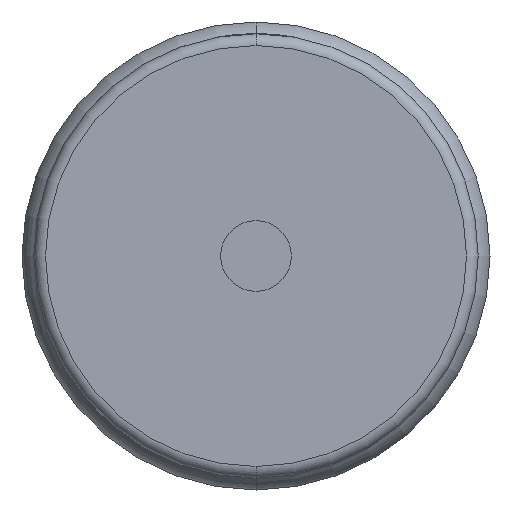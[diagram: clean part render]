
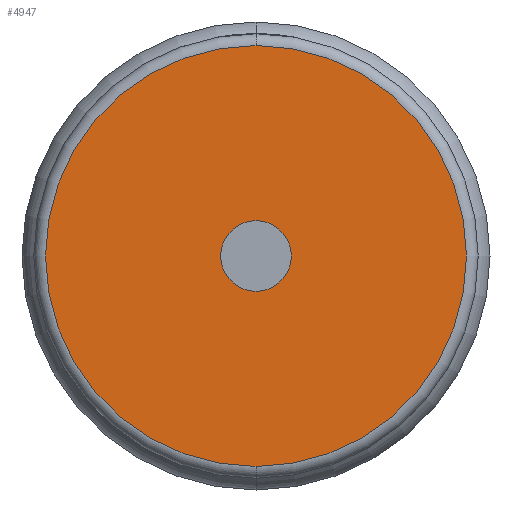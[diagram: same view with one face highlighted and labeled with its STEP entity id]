
A CAD part, front view. The second image highlights one B-rep face of the part: STEP entity #4947.
In plain terms, the highlighted planar face has unit normal (0, -1, 0).
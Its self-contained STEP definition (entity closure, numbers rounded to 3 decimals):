
#155 = EDGE_CURVE ( 'NONE', #1335, #1261, #917, .T. ) ;
#249 = CARTESIAN_POINT ( 'NONE',  ( 0., 0., 0. ) ) ;
#773 = ORIENTED_EDGE ( 'NONE', *, *, #155, .T. ) ;
#917 = CIRCLE ( 'NONE', #5779, 35.75 ) ;
#1033 = FACE_BOUND ( 'NONE', #1094, .T. ) ;
#1063 = DIRECTION ( 'NONE',  ( 0., -1., 0. ) ) ;
#1094 = EDGE_LOOP ( 'NONE', ( #2418, #1207 ) ) ;
#1207 = ORIENTED_EDGE ( 'NONE', *, *, #3763, .F. ) ;
#1239 = CARTESIAN_POINT ( 'NONE',  ( 0., 0., 6. ) ) ;
#1261 = VERTEX_POINT ( 'NONE', #1618 ) ;
#1335 = VERTEX_POINT ( 'NONE', #2207 ) ;
#1449 = CARTESIAN_POINT ( 'NONE',  ( 0., 0., -6. ) ) ;
#1580 = VERTEX_POINT ( 'NONE', #1449 ) ;
#1595 = CIRCLE ( 'NONE', #1700, 6. ) ;
#1607 = CARTESIAN_POINT ( 'NONE',  ( 0., 0., 0. ) ) ;
#1618 = CARTESIAN_POINT ( 'NONE',  ( 0., 0., 35.75 ) ) ;
#1700 = AXIS2_PLACEMENT_3D ( 'NONE', #5617, #2494, #4136 ) ;
#1703 = DIRECTION ( 'NONE',  ( 0., -1., 0. ) ) ;
#2080 = CIRCLE ( 'NONE', #3518, 35.75 ) ;
#2207 = CARTESIAN_POINT ( 'NONE',  ( 0., 0., -35.75 ) ) ;
#2418 = ORIENTED_EDGE ( 'NONE', *, *, #5176, .F. ) ;
#2494 = DIRECTION ( 'NONE',  ( 0., -1., 0. ) ) ;
#2642 = AXIS2_PLACEMENT_3D ( 'NONE', #5833, #1703, #5806 ) ;
#2759 = FACE_OUTER_BOUND ( 'NONE', #3068, .T. ) ;
#3068 = EDGE_LOOP ( 'NONE', ( #6068, #773 ) ) ;
#3476 = DIRECTION ( 'NONE',  ( 0., -1., 0. ) ) ;
#3518 = AXIS2_PLACEMENT_3D ( 'NONE', #1607, #1063, #5183 ) ;
#3603 = CIRCLE ( 'NONE', #2642, 6. ) ;
#3763 = EDGE_CURVE ( 'NONE', #1580, #4228, #3603, .T. ) ;
#4136 = DIRECTION ( 'NONE',  ( 0., 0., 1. ) ) ;
#4228 = VERTEX_POINT ( 'NONE', #1239 ) ;
#4479 = CARTESIAN_POINT ( 'NONE',  ( 0., 0., 0. ) ) ;
#4582 = EDGE_CURVE ( 'NONE', #1261, #1335, #2080, .T. ) ;
#4947 = ADVANCED_FACE ( 'NONE', ( #2759, #1033 ), #5278, .F. ) ;
#5176 = EDGE_CURVE ( 'NONE', #4228, #1580, #1595, .T. ) ;
#5183 = DIRECTION ( 'NONE',  ( 0., 0., 1. ) ) ;
#5278 = PLANE ( 'NONE',  #6459 ) ;
#5337 = DIRECTION ( 'NONE',  ( 0., 0., 1. ) ) ;
#5617 = CARTESIAN_POINT ( 'NONE',  ( 0., 0., 0. ) ) ;
#5779 = AXIS2_PLACEMENT_3D ( 'NONE', #4479, #3476, #5967 ) ;
#5806 = DIRECTION ( 'NONE',  ( 0., 0., 1. ) ) ;
#5833 = CARTESIAN_POINT ( 'NONE',  ( 0., 0., 0. ) ) ;
#5967 = DIRECTION ( 'NONE',  ( 0., 0., 1. ) ) ;
#6068 = ORIENTED_EDGE ( 'NONE', *, *, #4582, .T. ) ;
#6378 = DIRECTION ( 'NONE',  ( 0., 1., 0. ) ) ;
#6459 = AXIS2_PLACEMENT_3D ( 'NONE', #249, #6378, #5337 ) ;
